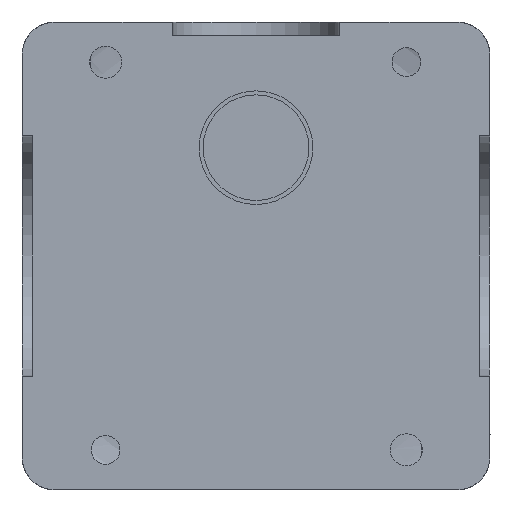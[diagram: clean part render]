
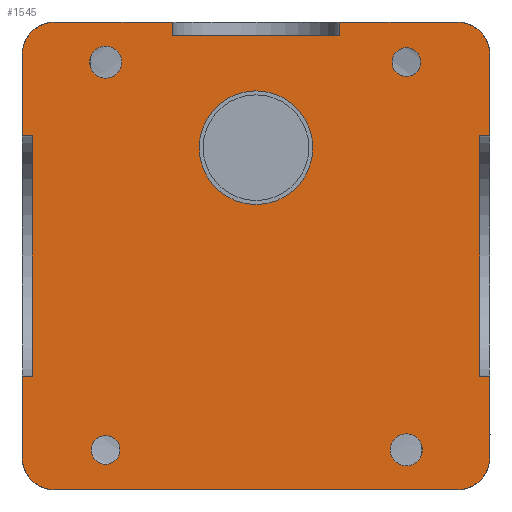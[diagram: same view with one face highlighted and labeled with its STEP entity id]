
A CAD part, front view. The second image highlights one B-rep face of the part: STEP entity #1545.
In plain terms, the highlighted face is planar.
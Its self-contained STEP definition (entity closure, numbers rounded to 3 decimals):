
#2=DIRECTION('',(1.,0.,0.));
#3=VECTOR('',#2,17.5);
#4=CARTESIAN_POINT('',(5.,35.,0.));
#5=LINE('',#4,#3);
#6=CARTESIAN_POINT('',(5.,30.,0.));
#7=DIRECTION('',(0.,0.,-1.));
#8=DIRECTION('',(-1.,0.,0.));
#9=AXIS2_PLACEMENT_3D('',#6,#7,#8);
#11=DIRECTION('',(0.,1.,0.));
#12=VECTOR('',#11,12.);
#13=CARTESIAN_POINT('',(0.,18.,0.));
#14=LINE('',#13,#12);
#15=DIRECTION('',(0.,1.,0.));
#16=VECTOR('',#15,12.);
#17=CARTESIAN_POINT('',(0.,-30.,0.));
#18=LINE('',#17,#16);
#19=CARTESIAN_POINT('',(5.,-30.,0.));
#20=DIRECTION('',(0.,0.,-1.));
#21=DIRECTION('',(0.,-1.,0.));
#22=AXIS2_PLACEMENT_3D('',#19,#20,#21);
#24=DIRECTION('',(-1.,0.,0.));
#25=VECTOR('',#24,60.);
#26=CARTESIAN_POINT('',(65.,-35.,0.));
#27=LINE('',#26,#25);
#28=CARTESIAN_POINT('',(65.,-30.,0.));
#29=DIRECTION('',(0.,0.,-1.));
#30=DIRECTION('',(1.,0.,0.));
#31=AXIS2_PLACEMENT_3D('',#28,#29,#30);
#33=DIRECTION('',(0.,-1.,0.));
#34=VECTOR('',#33,12.);
#35=CARTESIAN_POINT('',(70.,-18.,0.));
#36=LINE('',#35,#34);
#37=DIRECTION('',(0.,-1.,0.));
#38=VECTOR('',#37,12.);
#39=CARTESIAN_POINT('',(70.,30.,0.));
#40=LINE('',#39,#38);
#41=CARTESIAN_POINT('',(65.,30.,0.));
#42=DIRECTION('',(0.,0.,-1.));
#43=DIRECTION('',(0.,1.,0.));
#44=AXIS2_PLACEMENT_3D('',#41,#42,#43);
#46=DIRECTION('',(1.,0.,0.));
#47=VECTOR('',#46,17.5);
#48=CARTESIAN_POINT('',(47.5,35.,0.));
#49=LINE('',#48,#47);
#50=CARTESIAN_POINT('',(35.,16.2,0.));
#51=DIRECTION('',(0.,0.,-1.));
#52=DIRECTION('',(-1.,0.,0.));
#53=AXIS2_PLACEMENT_3D('',#50,#51,#52);
#55=CARTESIAN_POINT('',(35.,16.2,0.));
#56=DIRECTION('',(0.,0.,-1.));
#57=DIRECTION('',(1.,0.,0.));
#58=AXIS2_PLACEMENT_3D('',#55,#56,#57);
#70=CARTESIAN_POINT('',(57.5,29.,0.));
#71=DIRECTION('',(0.,0.,-1.));
#72=DIRECTION('',(-1.,0.,0.));
#73=AXIS2_PLACEMENT_3D('',#70,#71,#72);
#75=CARTESIAN_POINT('',(57.5,29.,0.));
#76=DIRECTION('',(0.,0.,-1.));
#77=DIRECTION('',(1.,0.,0.));
#78=AXIS2_PLACEMENT_3D('',#75,#76,#77);
#80=CARTESIAN_POINT('',(12.5,29.,0.));
#81=DIRECTION('',(0.,0.,-1.));
#82=DIRECTION('',(-1.,0.,0.));
#83=AXIS2_PLACEMENT_3D('',#80,#81,#82);
#85=CARTESIAN_POINT('',(12.5,29.,0.));
#86=DIRECTION('',(0.,0.,-1.));
#87=DIRECTION('',(1.,0.,0.));
#88=AXIS2_PLACEMENT_3D('',#85,#86,#87);
#90=CARTESIAN_POINT('',(57.5,-29.,0.));
#91=DIRECTION('',(0.,0.,-1.));
#92=DIRECTION('',(-1.,0.,0.));
#93=AXIS2_PLACEMENT_3D('',#90,#91,#92);
#95=CARTESIAN_POINT('',(57.5,-29.,0.));
#96=DIRECTION('',(0.,0.,-1.));
#97=DIRECTION('',(1.,0.,0.));
#98=AXIS2_PLACEMENT_3D('',#95,#96,#97);
#100=CARTESIAN_POINT('',(12.5,-29.,0.));
#101=DIRECTION('',(0.,0.,-1.));
#102=DIRECTION('',(-1.,0.,0.));
#103=AXIS2_PLACEMENT_3D('',#100,#101,#102);
#105=CARTESIAN_POINT('',(12.5,-29.,0.));
#106=DIRECTION('',(0.,0.,-1.));
#107=DIRECTION('',(1.,0.,0.));
#108=AXIS2_PLACEMENT_3D('',#105,#106,#107);
#114=DIRECTION('',(0.,-1.,0.));
#115=VECTOR('',#114,2.);
#116=CARTESIAN_POINT('',(47.5,35.,0.));
#117=LINE('',#116,#115);
#849=DIRECTION('',(-1.,0.,0.));
#850=VECTOR('',#849,1.5);
#851=CARTESIAN_POINT('',(1.5,-18.,0.));
#852=LINE('',#851,#850);
#857=DIRECTION('',(0.,-1.,0.));
#858=VECTOR('',#857,36.);
#859=CARTESIAN_POINT('',(1.5,18.,0.));
#860=LINE('',#859,#858);
#888=DIRECTION('',(1.,0.,0.));
#889=VECTOR('',#888,1.5);
#890=CARTESIAN_POINT('',(0.,18.,0.));
#891=LINE('',#890,#889);
#946=DIRECTION('',(1.,0.,0.));
#947=VECTOR('',#946,1.5);
#948=CARTESIAN_POINT('',(68.5,18.,0.));
#949=LINE('',#948,#947);
#963=DIRECTION('',(0.,1.,0.));
#964=VECTOR('',#963,36.);
#965=CARTESIAN_POINT('',(68.5,-18.,0.));
#966=LINE('',#965,#964);
#981=DIRECTION('',(-1.,0.,0.));
#982=VECTOR('',#981,1.5);
#983=CARTESIAN_POINT('',(70.,-18.,0.));
#984=LINE('',#983,#982);
#1043=DIRECTION('',(0.,1.,0.));
#1044=VECTOR('',#1043,2.);
#1045=CARTESIAN_POINT('',(22.5,33.,0.));
#1046=LINE('',#1045,#1044);
#1060=DIRECTION('',(-1.,0.,0.));
#1061=VECTOR('',#1060,25.);
#1062=CARTESIAN_POINT('',(47.5,33.,0.));
#1063=LINE('',#1062,#1061);
#1176=CARTESIAN_POINT('',(22.5,35.,0.));
#1178=VERTEX_POINT('',#1176);
#1182=CARTESIAN_POINT('',(22.5,33.,0.));
#1183=VERTEX_POINT('',#1182);
#1188=CARTESIAN_POINT('',(47.5,35.,0.));
#1189=VERTEX_POINT('',#1188);
#1190=CARTESIAN_POINT('',(47.5,33.,0.));
#1191=VERTEX_POINT('',#1190);
#1192=CARTESIAN_POINT('',(5.,35.,0.));
#1193=VERTEX_POINT('',#1192);
#1194=CARTESIAN_POINT('',(65.,35.,0.));
#1195=VERTEX_POINT('',#1194);
#1197=CARTESIAN_POINT('',(0.,18.,0.));
#1199=VERTEX_POINT('',#1197);
#1200=CARTESIAN_POINT('',(1.5,18.,0.));
#1201=VERTEX_POINT('',#1200);
#1208=CARTESIAN_POINT('',(0.,-18.,0.));
#1209=VERTEX_POINT('',#1208);
#1210=CARTESIAN_POINT('',(1.5,-18.,0.));
#1211=VERTEX_POINT('',#1210);
#1212=CARTESIAN_POINT('',(0.,-30.,0.));
#1213=VERTEX_POINT('',#1212);
#1214=CARTESIAN_POINT('',(0.,30.,0.));
#1215=VERTEX_POINT('',#1214);
#1216=CARTESIAN_POINT('',(70.,18.,0.));
#1218=VERTEX_POINT('',#1216);
#1222=CARTESIAN_POINT('',(68.5,18.,0.));
#1223=VERTEX_POINT('',#1222);
#1228=CARTESIAN_POINT('',(70.,-18.,0.));
#1229=VERTEX_POINT('',#1228);
#1230=CARTESIAN_POINT('',(68.5,-18.,0.));
#1231=VERTEX_POINT('',#1230);
#1232=CARTESIAN_POINT('',(70.,30.,0.));
#1233=VERTEX_POINT('',#1232);
#1234=CARTESIAN_POINT('',(70.,-30.,0.));
#1235=VERTEX_POINT('',#1234);
#1236=CARTESIAN_POINT('',(65.,-35.,0.));
#1237=VERTEX_POINT('',#1236);
#1238=CARTESIAN_POINT('',(5.,-35.,0.));
#1239=VERTEX_POINT('',#1238);
#1428=CARTESIAN_POINT('',(26.5,16.2,0.));
#1429=CARTESIAN_POINT('',(43.5,16.2,0.));
#1430=VERTEX_POINT('',#1428);
#1431=VERTEX_POINT('',#1429);
#1436=CARTESIAN_POINT('',(55.1,29.,0.));
#1437=CARTESIAN_POINT('',(59.9,29.,0.));
#1438=VERTEX_POINT('',#1436);
#1439=VERTEX_POINT('',#1437);
#1440=CARTESIAN_POINT('',(10.35,29.,0.));
#1441=CARTESIAN_POINT('',(14.65,29.,0.));
#1442=VERTEX_POINT('',#1440);
#1443=VERTEX_POINT('',#1441);
#1444=CARTESIAN_POINT('',(55.35,-29.,0.));
#1445=CARTESIAN_POINT('',(59.65,-29.,0.));
#1446=VERTEX_POINT('',#1444);
#1447=VERTEX_POINT('',#1445);
#1448=CARTESIAN_POINT('',(10.1,-29.,0.));
#1449=CARTESIAN_POINT('',(14.9,-29.,0.));
#1450=VERTEX_POINT('',#1448);
#1451=VERTEX_POINT('',#1449);
#1468=CARTESIAN_POINT('',(35.,0.,0.));
#1469=DIRECTION('',(0.,0.,-1.));
#1470=DIRECTION('',(0.,1.,0.));
#1471=AXIS2_PLACEMENT_3D('',#1468,#1469,#1470);
#1472=PLANE('',#1471);
#1474=ORIENTED_EDGE('',*,*,#1473,.T.);
#1476=ORIENTED_EDGE('',*,*,#1475,.T.);
#1478=ORIENTED_EDGE('',*,*,#1477,.T.);
#1480=ORIENTED_EDGE('',*,*,#1479,.F.);
#1482=ORIENTED_EDGE('',*,*,#1481,.F.);
#1484=ORIENTED_EDGE('',*,*,#1483,.F.);
#1486=ORIENTED_EDGE('',*,*,#1485,.T.);
#1488=ORIENTED_EDGE('',*,*,#1487,.T.);
#1490=ORIENTED_EDGE('',*,*,#1489,.T.);
#1492=ORIENTED_EDGE('',*,*,#1491,.F.);
#1494=ORIENTED_EDGE('',*,*,#1493,.F.);
#1496=ORIENTED_EDGE('',*,*,#1495,.F.);
#1498=ORIENTED_EDGE('',*,*,#1497,.F.);
#1500=ORIENTED_EDGE('',*,*,#1499,.F.);
#1502=ORIENTED_EDGE('',*,*,#1501,.T.);
#1504=ORIENTED_EDGE('',*,*,#1503,.T.);
#1506=ORIENTED_EDGE('',*,*,#1505,.T.);
#1508=ORIENTED_EDGE('',*,*,#1507,.F.);
#1510=ORIENTED_EDGE('',*,*,#1509,.F.);
#1512=ORIENTED_EDGE('',*,*,#1511,.F.);
#1513=EDGE_LOOP('',(#1474,#1476,#1478,#1480,#1482,#1484,#1486,#1488,#1490,#1492,
#1494,#1496,#1498,#1500,#1502,#1504,#1506,#1508,#1510,#1512));
#1514=FACE_OUTER_BOUND('',#1513,.F.);
#1516=ORIENTED_EDGE('',*,*,#1515,.T.);
#1518=ORIENTED_EDGE('',*,*,#1517,.T.);
#1519=EDGE_LOOP('',(#1516,#1518));
#1520=FACE_BOUND('',#1519,.F.);
#1522=ORIENTED_EDGE('',*,*,#1521,.T.);
#1524=ORIENTED_EDGE('',*,*,#1523,.T.);
#1525=EDGE_LOOP('',(#1522,#1524));
#1526=FACE_BOUND('',#1525,.F.);
#1528=ORIENTED_EDGE('',*,*,#1527,.T.);
#1530=ORIENTED_EDGE('',*,*,#1529,.T.);
#1531=EDGE_LOOP('',(#1528,#1530));
#1532=FACE_BOUND('',#1531,.F.);
#1534=ORIENTED_EDGE('',*,*,#1533,.T.);
#1536=ORIENTED_EDGE('',*,*,#1535,.T.);
#1537=EDGE_LOOP('',(#1534,#1536));
#1538=FACE_BOUND('',#1537,.F.);
#1540=ORIENTED_EDGE('',*,*,#1539,.T.);
#1542=ORIENTED_EDGE('',*,*,#1541,.T.);
#1543=EDGE_LOOP('',(#1540,#1542));
#1544=FACE_BOUND('',#1543,.F.);
#1545=ADVANCED_FACE('',(#1514,#1520,#1526,#1532,#1538,#1544),#1472,.T.);
#10=CIRCLE('',#9,5.);
#23=CIRCLE('',#22,5.);
#32=CIRCLE('',#31,5.);
#45=CIRCLE('',#44,5.);
#54=CIRCLE('',#53,8.5);
#59=CIRCLE('',#58,8.5);
#74=CIRCLE('',#73,2.4);
#79=CIRCLE('',#78,2.4);
#84=CIRCLE('',#83,2.15);
#89=CIRCLE('',#88,2.15);
#94=CIRCLE('',#93,2.15);
#99=CIRCLE('',#98,2.15);
#104=CIRCLE('',#103,2.4);
#109=CIRCLE('',#108,2.4);
#1473=EDGE_CURVE('',#1189,#1191,#117,.T.);
#1475=EDGE_CURVE('',#1191,#1183,#1063,.T.);
#1477=EDGE_CURVE('',#1183,#1178,#1046,.T.);
#1479=EDGE_CURVE('',#1193,#1178,#5,.T.);
#1481=EDGE_CURVE('',#1215,#1193,#10,.T.);
#1483=EDGE_CURVE('',#1199,#1215,#14,.T.);
#1485=EDGE_CURVE('',#1199,#1201,#891,.T.);
#1487=EDGE_CURVE('',#1201,#1211,#860,.T.);
#1489=EDGE_CURVE('',#1211,#1209,#852,.T.);
#1491=EDGE_CURVE('',#1213,#1209,#18,.T.);
#1493=EDGE_CURVE('',#1239,#1213,#23,.T.);
#1495=EDGE_CURVE('',#1237,#1239,#27,.T.);
#1497=EDGE_CURVE('',#1235,#1237,#32,.T.);
#1499=EDGE_CURVE('',#1229,#1235,#36,.T.);
#1501=EDGE_CURVE('',#1229,#1231,#984,.T.);
#1503=EDGE_CURVE('',#1231,#1223,#966,.T.);
#1505=EDGE_CURVE('',#1223,#1218,#949,.T.);
#1507=EDGE_CURVE('',#1233,#1218,#40,.T.);
#1509=EDGE_CURVE('',#1195,#1233,#45,.T.);
#1511=EDGE_CURVE('',#1189,#1195,#49,.T.);
#1515=EDGE_CURVE('',#1430,#1431,#54,.T.);
#1517=EDGE_CURVE('',#1431,#1430,#59,.T.);
#1521=EDGE_CURVE('',#1438,#1439,#74,.T.);
#1523=EDGE_CURVE('',#1439,#1438,#79,.T.);
#1527=EDGE_CURVE('',#1442,#1443,#84,.T.);
#1529=EDGE_CURVE('',#1443,#1442,#89,.T.);
#1533=EDGE_CURVE('',#1446,#1447,#94,.T.);
#1535=EDGE_CURVE('',#1447,#1446,#99,.T.);
#1539=EDGE_CURVE('',#1450,#1451,#104,.T.);
#1541=EDGE_CURVE('',#1451,#1450,#109,.T.);
